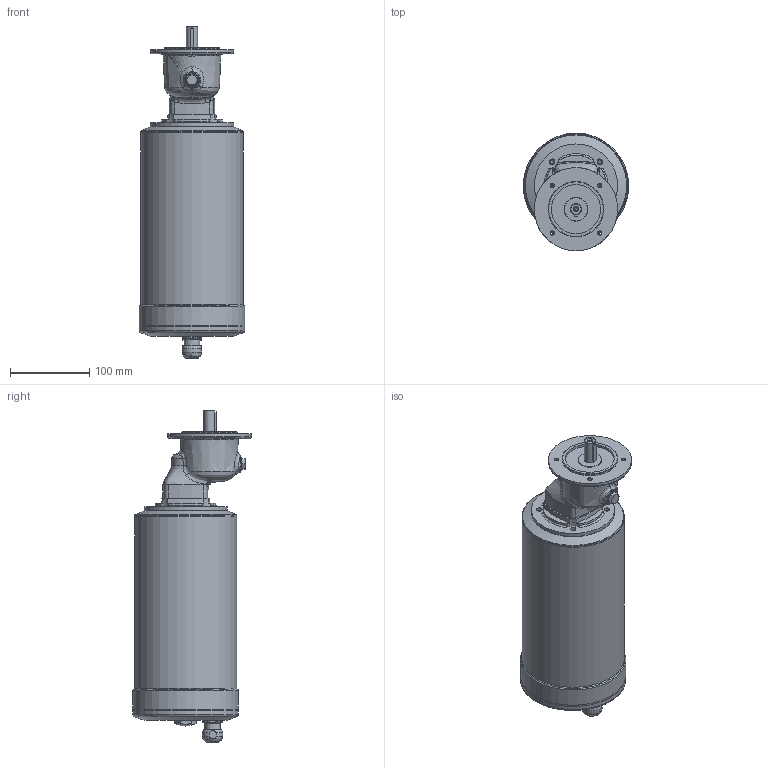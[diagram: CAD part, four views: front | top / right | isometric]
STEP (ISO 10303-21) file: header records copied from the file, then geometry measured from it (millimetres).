
FILE_DESCRIPTION( ( 'Unknown' ), '1' );
FILE_NAME( 'F92EAB8170EF5D14B733189F4F64F047.3d.stp', 'Unknown', ( 'Unknown' ), ( 'Unknown' ), 'PSStep 10.1', 'Unknown', ' ' );
FILE_SCHEMA( ( 'AUTOMOTIVE_DESIGN { 1 0 10303 214 1 1 1 1 }' ) );
Length unit declared in the file: millimetre
Products named in the file (1): 211N8800
Bounding box: 133 x 149 x 419 mm (x, y, z)
Volume: 3876406 mm3; surface area: 189451.7 mm2
Topology: 1 solids, 12 shells, 341 faces, 800 edges, 514 vertices
Faces by surface type: plane 121, cylinder 90, cone 74, bspline 33, torus 20, sphere 3
Full cylindrical faces by diameter (mm): 4.134 x2, 4.917 x16, 5.3 x1, 6 x4, 6.5 x4, 7 x5, 10 x4, 11 x4, 13.4 x1, 14 x2, 16.662 x1, 17 x1, 20 x1, 25 x1, 30 x1, 40 x1, 52 x1, 62 x1, 70 x3, 105 x2, 128.98 x1, 129 x2, 132.98 x2, 133 x3
Entity records: 26492 total; most frequent: CARTESIAN_POINT 17004, DIRECTION 1383, ORIENTED_EDGE 1206, AXIS2_PLACEMENT_3D 615, EDGE_CURVE 603, EDGE_LOOP 518, VERTEX_POINT 453, FACE_OUTER_BOUND 422
